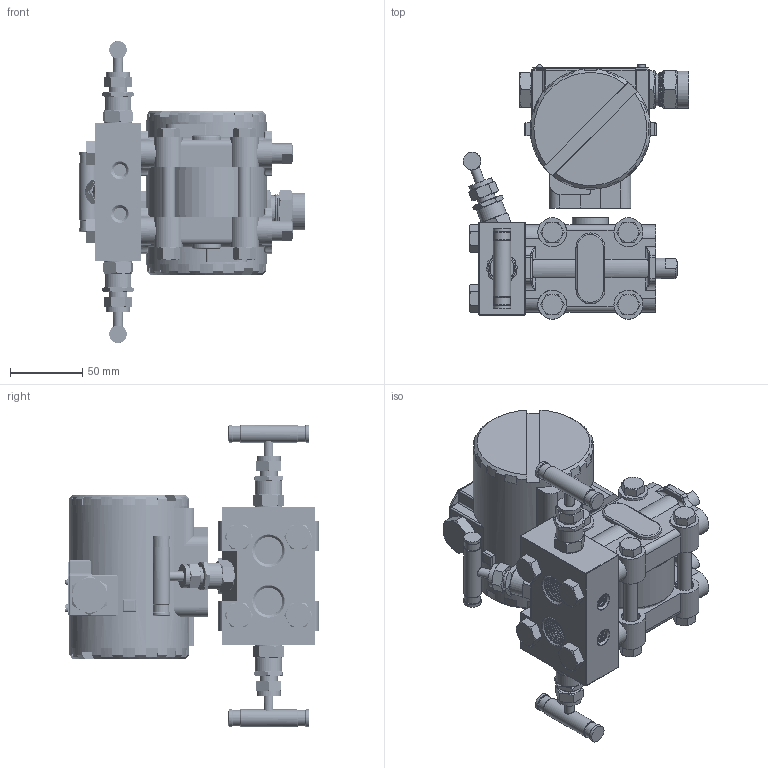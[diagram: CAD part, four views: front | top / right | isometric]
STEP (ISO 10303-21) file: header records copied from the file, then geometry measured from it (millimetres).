
FILE_DESCRIPTION(/* description */ (''),/* implementation_level */ '2;1');
FILE_NAME(/* name */ 'AMZ5050_VZ30.step',/* time_stamp */ '2021-08-26T15:07:51+03:00',/* author */ (''),/* organization */ (''),/* preprocessor_version */ 'ST-DEVELOPER v18.1',/* originating_system */ 'Autodesk Translation Framework v10.10.0.1391',/* authorisation */ '');
FILE_SCHEMA (('AUTOMOTIVE_DESIGN { 1 0 10303 214 3 1 1 }'));
Products named in the file (13): АМЗ5050 с ВЗ3
0 без дисплея; Corp; screw; stamp; Body2; Body3; bolt23; gg23; VZ30 v3; VZ30 corp v2; Stainless Steel Hex Head Screw; M20x1,5 steel cable gland Ex d v3; PLUG v2
Assembly tree (23 placements, depth 3):
  АМЗ5050 с ВЗ3
0 без дисплея
    Corp
    screw
    Body2  x2
    Body3  x2
    bolt23  x4
    gg23  x4
    stamp
    VZ30 v3
      VZ30 corp v2
    Stainless Steel Hex Head Screw  x4
    M20x1,5 steel cable gland Ex d v3
    PLUG v2
Bounding box: 155.38 x 175.64 x 208.2 mm (x, y, z)
Volume: 1240987.5 mm3; surface area: 211435.4 mm2
Topology: 24 solids, 25 shells, 1788 faces, 4522 edges, 2858 vertices
Faces by surface type: plane 621, cylinder 583, cone 356, bspline 191, torus 30, sphere 7
Full cylindrical faces by diameter (mm): 2 x2, 2.693 x1, 3 x3, 6.5 x3, 8 x5, 8.051 x112, 8.2 x8, 8.5 x2, 8.526 x12, 9.5 x8, 10 x112, 10.198 x12, 11.128 x6, 12 x22, 12.5 x3, 13 x1, 14 x4, 16.5 x3, 16.811 x1, 17 x2, 17.6 x1, 18 x2, 18.137 x17, 18.376 x2, 18.5 x7, 19 x3, 19.85 x14, 20 x8, 20.955 x16, 22 x1
Entity records: 66075 total; most frequent: CARTESIAN_POINT 37179, ORIENTED_EDGE 6450, DIRECTION 5195, EDGE_CURVE 3225, VERTEX_POINT 2051, AXIS2_PLACEMENT_3D 1879, LINE 1437, VECTOR 1437
